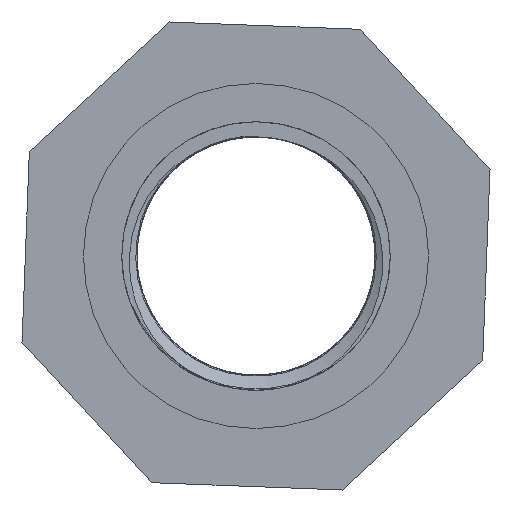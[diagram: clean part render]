
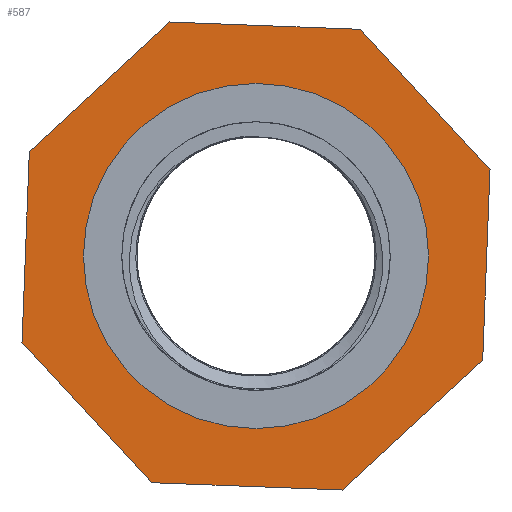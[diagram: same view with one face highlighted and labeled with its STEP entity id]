
A CAD part, left-side view. The second image highlights one B-rep face of the part: STEP entity #587.
In plain terms, the highlighted planar face has unit normal (-1, 0, 0).
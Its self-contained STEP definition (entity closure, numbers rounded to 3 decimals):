
#69=LINE('',#785,#93);
#73=LINE('',#793,#97);
#76=LINE('',#799,#100);
#79=LINE('',#805,#103);
#82=LINE('',#811,#106);
#85=LINE('',#817,#109);
#88=LINE('',#823,#112);
#91=LINE('',#828,#115);
#93=VECTOR('',#670,10.);
#97=VECTOR('',#676,10.);
#100=VECTOR('',#681,10.);
#103=VECTOR('',#686,10.);
#106=VECTOR('',#691,10.);
#109=VECTOR('',#696,10.);
#112=VECTOR('',#701,10.);
#115=VECTOR('',#706,10.);
#129=PLANE('',#637);
#142=FACE_BOUND('',#214,.T.);
#167=FACE_OUTER_BOUND('',#213,.T.);
#213=EDGE_LOOP('',(#456,#457,#458,#459,#460,#461,#462,#463));
#214=EDGE_LOOP('',(#464));
#254=CIRCLE('',#638,13.48);
#267=VERTEX_POINT('',#783);
#268=VERTEX_POINT('',#784);
#271=VERTEX_POINT('',#792);
#273=VERTEX_POINT('',#798);
#275=VERTEX_POINT('',#804);
#277=VERTEX_POINT('',#810);
#279=VERTEX_POINT('',#816);
#281=VERTEX_POINT('',#822);
#288=VERTEX_POINT('',#847);
#325=EDGE_CURVE('',#267,#268,#69,.T.);
#329=EDGE_CURVE('',#268,#271,#73,.T.);
#332=EDGE_CURVE('',#271,#273,#76,.T.);
#335=EDGE_CURVE('',#273,#275,#79,.T.);
#338=EDGE_CURVE('',#275,#277,#82,.T.);
#341=EDGE_CURVE('',#277,#279,#85,.T.);
#344=EDGE_CURVE('',#279,#281,#88,.T.);
#347=EDGE_CURVE('',#281,#267,#91,.T.);
#354=EDGE_CURVE('',#288,#288,#254,.T.);
#456=ORIENTED_EDGE('',*,*,#338,.F.);
#457=ORIENTED_EDGE('',*,*,#335,.F.);
#458=ORIENTED_EDGE('',*,*,#332,.F.);
#459=ORIENTED_EDGE('',*,*,#329,.F.);
#460=ORIENTED_EDGE('',*,*,#325,.F.);
#461=ORIENTED_EDGE('',*,*,#347,.F.);
#462=ORIENTED_EDGE('',*,*,#344,.F.);
#463=ORIENTED_EDGE('',*,*,#341,.F.);
#464=ORIENTED_EDGE('',*,*,#354,.F.);
#587=ADVANCED_FACE('',(#167,#142),#129,.T.);
#637=AXIS2_PLACEMENT_3D('',#846,#730,#731);
#638=AXIS2_PLACEMENT_3D('',#848,#732,#733);
#670=DIRECTION('',(0.,0.999,0.038));
#676=DIRECTION('',(0.,0.679,0.734));
#681=DIRECTION('',(0.,-0.038,0.999));
#686=DIRECTION('',(0.,-0.734,0.679));
#691=DIRECTION('',(0.,-0.999,-0.038));
#696=DIRECTION('',(0.,-0.679,-0.734));
#701=DIRECTION('',(0.,0.038,-0.999));
#706=DIRECTION('',(0.,0.734,-0.679));
#730=DIRECTION('center_axis',(-1.,0.,0.));
#731=DIRECTION('ref_axis',(0.,0.,1.));
#732=DIRECTION('center_axis',(-1.,0.,0.));
#733=DIRECTION('ref_axis',(0.,0.,1.));
#783=CARTESIAN_POINT('',(15.,-6.758,-18.273));
#784=CARTESIAN_POINT('',(15.,8.143,-17.7));
#785=CARTESIAN_POINT('',(15.,4.418,-17.843));
#792=CARTESIAN_POINT('',(15.,18.273,-6.758));
#793=CARTESIAN_POINT('',(15.,15.741,-9.493));
#798=CARTESIAN_POINT('',(15.,17.7,8.143));
#799=CARTESIAN_POINT('',(15.,17.843,4.418));
#804=CARTESIAN_POINT('',(15.,6.758,18.273));
#805=CARTESIAN_POINT('',(15.,9.493,15.741));
#810=CARTESIAN_POINT('',(15.,-8.143,17.7));
#811=CARTESIAN_POINT('',(15.,-4.418,17.843));
#816=CARTESIAN_POINT('',(15.,-18.273,6.758));
#817=CARTESIAN_POINT('',(15.,-15.741,9.493));
#822=CARTESIAN_POINT('',(15.,-17.7,-8.143));
#823=CARTESIAN_POINT('',(15.,-17.843,-4.418));
#828=CARTESIAN_POINT('',(15.,-9.493,-15.741));
#846=CARTESIAN_POINT('Origin',(15.,-13.48,0.));
#847=CARTESIAN_POINT('',(15.,-13.48,0.));
#848=CARTESIAN_POINT('Origin',(15.,0.,0.));
